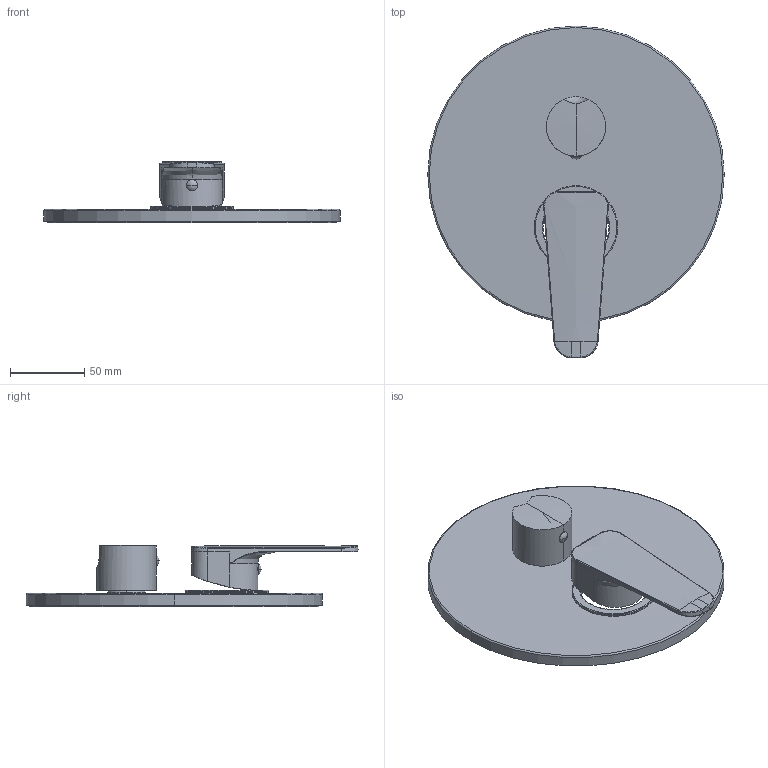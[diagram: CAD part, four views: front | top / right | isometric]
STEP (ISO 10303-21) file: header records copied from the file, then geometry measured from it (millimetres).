
FILE_DESCRIPTION((''),'2;1');
FILE_NAME('SY018CREST','2021-11-09T09:07:45',('ut3'),('PAFFONI SpA'),'CREO PARAMETRIC BY PTC INC, 2020044','CREO PARAMETRIC BY PTC INC, 2020044','');
FILE_SCHEMA(('CONFIG_CONTROL_DESIGN','SHAPE_APPEARANCE_LAYERS_GROUPS'));
Length unit declared in the file: millimetre
Products named in the file (1): SY018CREST
Bounding box: 200 x 223.98 x 41.35 mm (x, y, z)
Volume: 192803.4 mm3; surface area: 106229.6 mm2
Topology: 3 solids, 3 shells, 268 faces, 644 edges, 393 vertices
Faces by surface type: cylinder 85, plane 82, bspline 45, cone 25, torus 24, sphere 5, extrusion 2
Entity records: 14132 total; most frequent: CARTESIAN_POINT 6216, ORIENTED_EDGE 1276, DIRECTION 1169, EDGE_CURVE 638, AXIS2_PLACEMENT_3D 446, VERTEX_POINT 393, EDGE_LOOP 305, VECTOR 277
